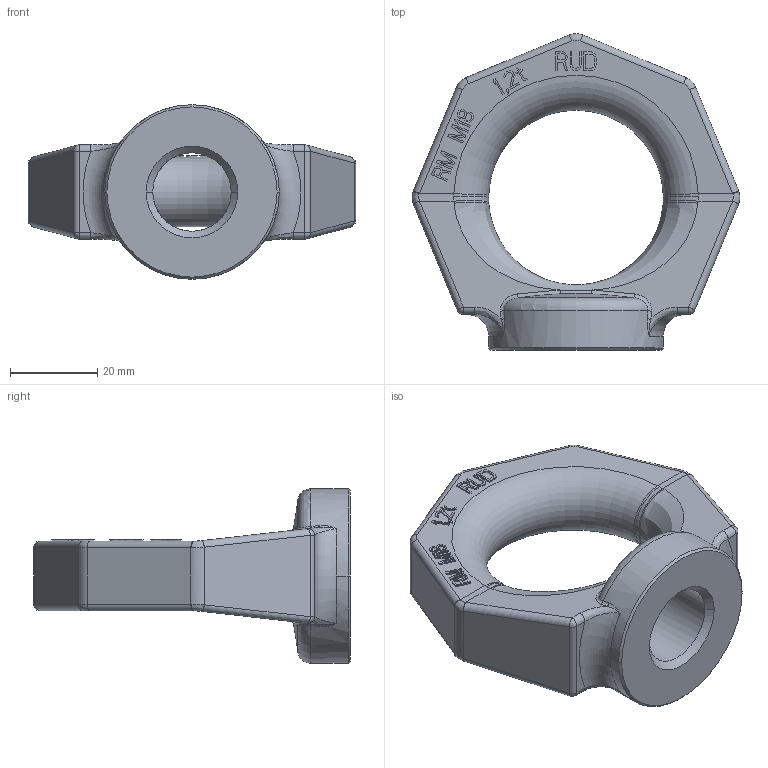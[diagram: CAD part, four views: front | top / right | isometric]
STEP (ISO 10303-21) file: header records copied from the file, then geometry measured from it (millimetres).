
FILE_DESCRIPTION((''),'2;1');
FILE_NAME('001-M31320-P-1','2014-04-04T',('Andreas.Wendler'),(''),'PRO/ENGINEER BY PARAMETRIC TECHNOLOGY CORPORATION, 2010140','PRO/ENGINEER BY PARAMETRIC TECHNOLOGY CORPORATION, 2010140','');
FILE_SCHEMA(('CONFIG_CONTROL_DESIGN'));
Length unit declared in the file: millimetre
Products named in the file (1): 001-M31320-P-1
Bounding box: 75.11 x 72.54 x 40 mm (x, y, z)
Volume: 49128.1 mm3; surface area: 12555.6 mm2
Topology: 1 solids, 1 shells, 395 faces, 1059 edges, 680 vertices
Faces by surface type: plane 293, bspline 44, cylinder 33, torus 15, cone 6, sphere 4
Entity records: 14386 total; most frequent: CARTESIAN_POINT 4761, ORIENTED_EDGE 2118, DIRECTION 1779, EDGE_CURVE 1059, VECTOR 845, LINE 845, VERTEX_POINT 680, AXIS2_PLACEMENT_3D 467
